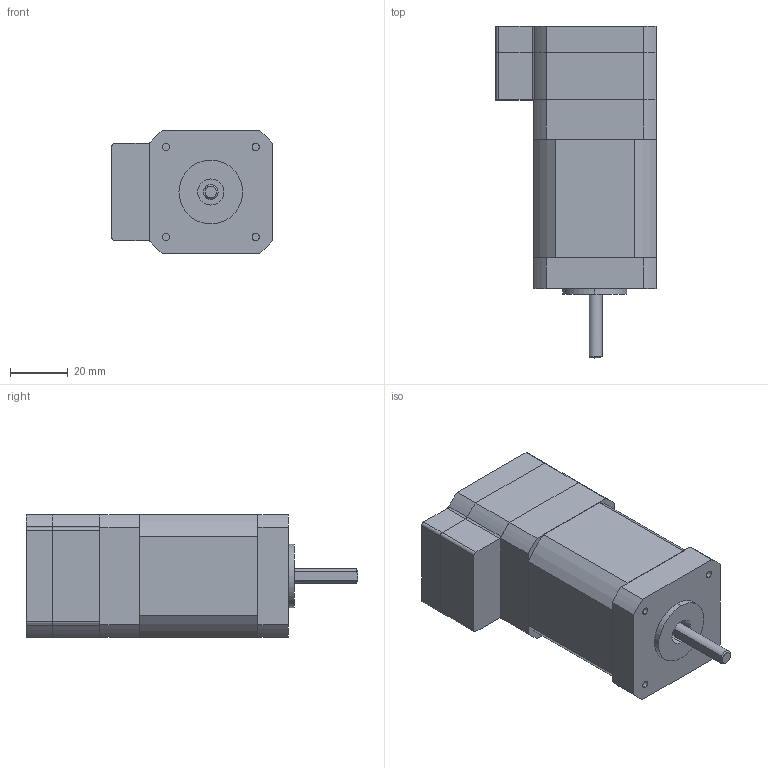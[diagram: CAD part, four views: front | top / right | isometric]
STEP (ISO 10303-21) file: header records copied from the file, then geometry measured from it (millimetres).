
FILE_DESCRIPTION (( 'STEP AP214' ), '1' );
FILE_NAME ('42AISMOTOR.STEP', '2022-01-21T06:35:56', ( '' ), ( '' ), 'SwSTEP 2.0', 'SolidWorks 2020', '' );
FILE_SCHEMA (( 'AUTOMOTIVE_DESIGN' ));
Length unit declared in the file: millimetre
Products named in the file (12): 諉芛; 諉芛3; 42隅赽; 42BYGH247-A24粣; 綴裔9; 42AISMOTOR; 42A-D19; 諉芛2; 硌尨腑; 硌尨腑綻; 綴裔16.5; 42B-D19
Assembly tree (12 placements, depth 2):
  42AISMOTOR
    42A-D19
    42B-D19
    42BYGH247-A24粣
    42隅赽
    綴裔9
    綴裔16.5
    諉芛3  x2
    諉芛
    硌尨腑綻
    硌尨腑
    諉芛2
Bounding box: 55.3 x 114.5 x 42.3 mm (x, y, z)
Volume: 152448.1 mm3; surface area: 41052.2 mm2
Topology: 14 solids, 14 shells, 379 faces, 931 edges, 616 vertices
Faces by surface type: plane 207, cylinder 160, cone 8, torus 4
Entity records: 10770 total; most frequent: DIRECTION 1779, CARTESIAN_POINT 1681, ORIENTED_EDGE 1598, EDGE_CURVE 799, AXIS2_PLACEMENT_3D 642, VERTEX_POINT 528, VECTOR 495, LINE 495
